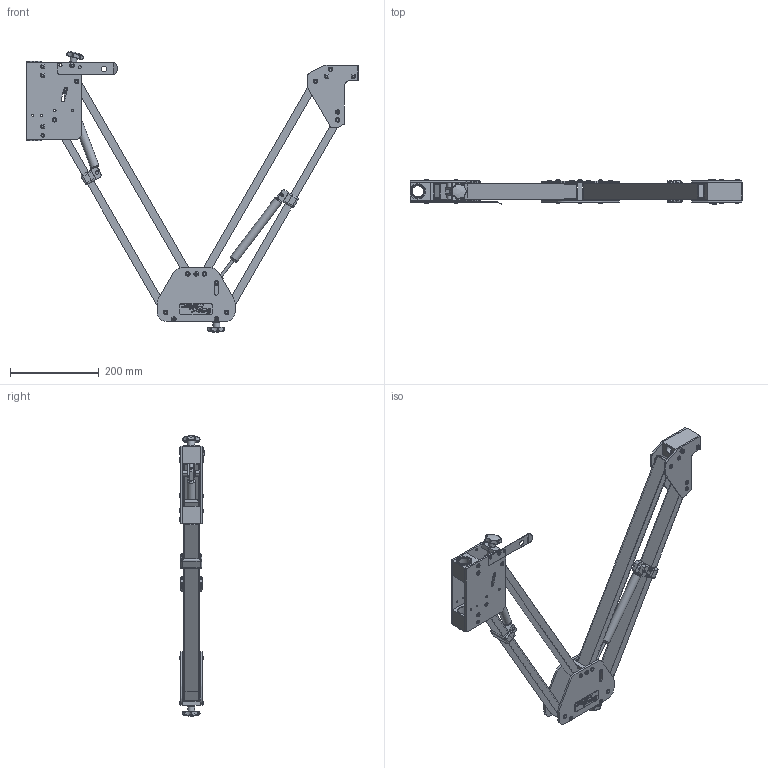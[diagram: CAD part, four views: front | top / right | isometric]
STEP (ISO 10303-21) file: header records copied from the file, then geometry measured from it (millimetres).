
FILE_DESCRIPTION(/* description */ (''),/* implementation_level */ '2;1');
FILE_NAME(/* name */ 'PA-75-0500.stp',/* time_stamp */ '2015-09-11T13:18:52+02:00',/* author */ ('Jennifer Pour'),/* organization */ (''),/* preprocessor_version */ 'ST-DEVELOPER v15.6',/* originating_system */ 'Autodesk Inventor 2015',/* authorisation */ '');
FILE_SCHEMA (('AUTOMOTIVE_DESIGN { 1 0 10303 214 3 1 1 }'));
Products named in the file (1): PA-75-0500_Shrinkwrap_1
Bounding box: 746.5 x 57 x 630.75 mm (x, y, z)
Surface area: 857529.2 mm2 (no closed solid volume)
Topology: 0 solids, 126 shells, 1816 faces, 4160 edges, 2683 vertices
Faces by surface type: plane 852, cylinder 495, cone 162, torus 138, bspline 133, sphere 36
Full cylindrical faces by diameter (mm): 3.242 x8, 4.134 x6, 4.2 x10, 4.917 x17, 5 x3, 5.3 x2, 6 x31, 6.05 x2, 6.5 x24, 7 x3, 7.5 x8, 8 x84, 8.02 x6, 8.5 x16, 9 x7, 10 x55, 12.5 x1, 14 x2, 15 x16, 16 x16, 18 x3, 19 x2, 24.873 x2, 25 x2, 28 x4, 35 x2
Entity records: 64786 total; most frequent: CARTESIAN_POINT 23825, DIRECTION 7911, ORIENTED_EDGE 6888, EDGE_CURVE 3444, AXIS2_PLACEMENT_3D 3108, EDGE_LOOP 2820, VERTEX_POINT 2528, FACE_OUTER_BOUND 1816
